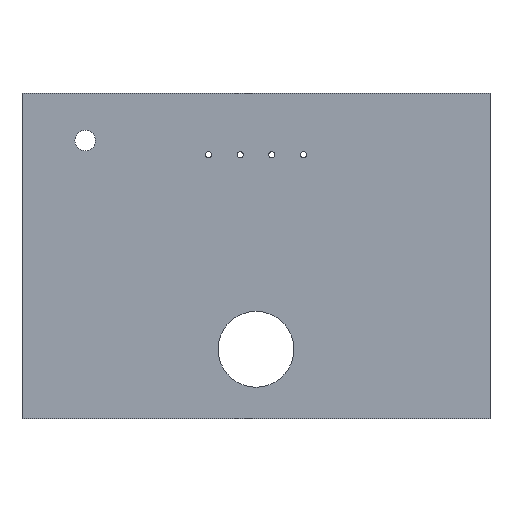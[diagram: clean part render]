
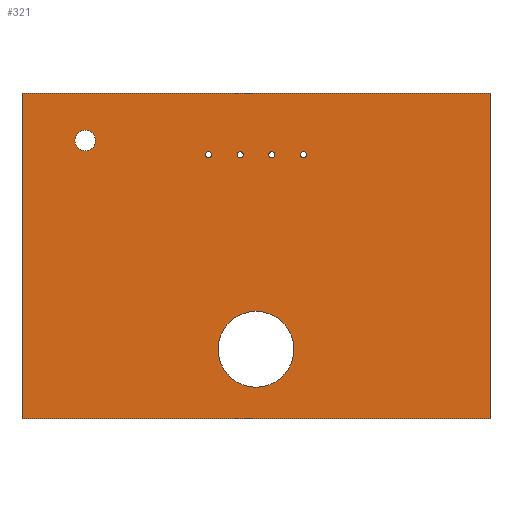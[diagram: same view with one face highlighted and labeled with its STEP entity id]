
A CAD part, top view. The second image highlights one B-rep face of the part: STEP entity #321.
In plain terms, the highlighted planar face has unit normal (0, 0, 1).
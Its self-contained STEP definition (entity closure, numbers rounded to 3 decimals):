
#2 = CARTESIAN_POINT ( 'NONE',  ( 138., 67., 3. ) ) ;
#8 = CIRCLE ( 'NONE', #608, 2. ) ;
#12 = CIRCLE ( 'NONE', #555, 2. ) ;
#29 = FACE_BOUND ( 'NONE', #552, .T. ) ;
#41 = ORIENTED_EDGE ( 'NONE', *, *, #428, .T. ) ;
#49 = VERTEX_POINT ( 'NONE', #313 ) ;
#55 = CARTESIAN_POINT ( 'NONE',  ( 176., 67., 3. ) ) ;
#56 = CIRCLE ( 'NONE', #268, 6.5 ) ;
#80 = ORIENTED_EDGE ( 'NONE', *, *, #529, .F. ) ;
#83 = EDGE_CURVE ( 'NONE', #49, #495, #670, .T. ) ;
#87 = DIRECTION ( 'NONE',  ( 0., 0., -1. ) ) ;
#89 = CARTESIAN_POINT ( 'NONE',  ( 0., 0., 3. ) ) ;
#95 = PLANE ( 'NONE',  #605 ) ;
#97 = VECTOR ( 'NONE', #648, 1000. ) ;
#102 = CARTESIAN_POINT ( 'NONE',  ( 40., 76., 3. ) ) ;
#104 = DIRECTION ( 'NONE',  ( 0., 1., 0. ) ) ;
#110 = CARTESIAN_POINT ( 'NONE',  ( 178., 67., 3. ) ) ;
#111 = CARTESIAN_POINT ( 'NONE',  ( 116., 67., 3. ) ) ;
#112 = EDGE_CURVE ( 'NONE', #120, #603, #12, .T. ) ;
#119 = ORIENTED_EDGE ( 'NONE', *, *, #802, .T. ) ;
#120 = VERTEX_POINT ( 'NONE', #576 ) ;
#134 = AXIS2_PLACEMENT_3D ( 'NONE', #821, #388, #320 ) ;
#136 = DIRECTION ( 'NONE',  ( 0., 0., 1. ) ) ;
#143 = VECTOR ( 'NONE', #796, 1000. ) ;
#152 = CARTESIAN_POINT ( 'NONE',  ( 0., -100., 3. ) ) ;
#162 = CARTESIAN_POINT ( 'NONE',  ( 156., 67., 3. ) ) ;
#163 = LINE ( 'NONE', #152, #143 ) ;
#166 = AXIS2_PLACEMENT_3D ( 'NONE', #110, #484, #298 ) ;
#171 = AXIS2_PLACEMENT_3D ( 'NONE', #775, #87, #647 ) ;
#179 = VECTOR ( 'NONE', #104, 1000. ) ;
#182 = EDGE_LOOP ( 'NONE', ( #41, #119 ) ) ;
#190 = VERTEX_POINT ( 'NONE', #457 ) ;
#198 = AXIS2_PLACEMENT_3D ( 'NONE', #309, #797, #300 ) ;
#205 = CIRCLE ( 'NONE', #685, 24. ) ;
#210 = EDGE_LOOP ( 'NONE', ( #361, #788 ) ) ;
#219 = FACE_BOUND ( 'NONE', #726, .T. ) ;
#227 = DIRECTION ( 'NONE',  ( -1., 0., 0. ) ) ;
#230 = DIRECTION ( 'NONE',  ( -1., 0., 0. ) ) ;
#233 = VERTEX_POINT ( 'NONE', #723 ) ;
#240 = EDGE_CURVE ( 'NONE', #387, #493, #650, .T. ) ;
#249 = CARTESIAN_POINT ( 'NONE',  ( 40., 76., 3. ) ) ;
#252 = ORIENTED_EDGE ( 'NONE', *, *, #331, .T. ) ;
#253 = CARTESIAN_POINT ( 'NONE',  ( 158., 67., 3. ) ) ;
#268 = AXIS2_PLACEMENT_3D ( 'NONE', #249, #136, #391 ) ;
#269 = CARTESIAN_POINT ( 'NONE',  ( 33.5, 76., 3. ) ) ;
#276 = EDGE_LOOP ( 'NONE', ( #569, #416 ) ) ;
#288 = DIRECTION ( 'NONE',  ( 0., 0., -1. ) ) ;
#290 = DIRECTION ( 'NONE',  ( 0., 0., -1. ) ) ;
#291 = DIRECTION ( 'NONE',  ( -1., 0., 0. ) ) ;
#298 = DIRECTION ( 'NONE',  ( -1., 0., 0. ) ) ;
#299 = EDGE_CURVE ( 'NONE', #755, #678, #547, .T. ) ;
#300 = DIRECTION ( 'NONE',  ( -1., 0., 0. ) ) ;
#309 = CARTESIAN_POINT ( 'NONE',  ( 178., 67., 3. ) ) ;
#311 = CARTESIAN_POINT ( 'NONE',  ( 148., -56., 3. ) ) ;
#313 = CARTESIAN_POINT ( 'NONE',  ( 0., 106., 3. ) ) ;
#320 = DIRECTION ( 'NONE',  ( -1., 0., 0. ) ) ;
#321 = ADVANCED_FACE ( 'NONE', ( #575, #29, #375, #219, #686, #564, #528 ), #95, .F. ) ;
#326 = DIRECTION ( 'NONE',  ( 0., 0., -1. ) ) ;
#328 = DIRECTION ( 'NONE',  ( -1., 0., 0. ) ) ;
#331 = EDGE_CURVE ( 'NONE', #495, #806, #163, .T. ) ;
#354 = CIRCLE ( 'NONE', #166, 2. ) ;
#355 = CIRCLE ( 'NONE', #134, 2. ) ;
#356 = EDGE_LOOP ( 'NONE', ( #716, #252, #558, #793 ) ) ;
#361 = ORIENTED_EDGE ( 'NONE', *, *, #658, .F. ) ;
#368 = AXIS2_PLACEMENT_3D ( 'NONE', #253, #450, #328 ) ;
#369 = DIRECTION ( 'NONE',  ( 1., 0., 0. ) ) ;
#371 = ORIENTED_EDGE ( 'NONE', *, *, #112, .T. ) ;
#372 = CIRCLE ( 'NONE', #198, 2. ) ;
#375 = FACE_BOUND ( 'NONE', #276, .T. ) ;
#387 = VERTEX_POINT ( 'NONE', #786 ) ;
#388 = DIRECTION ( 'NONE',  ( 0., 0., -1. ) ) ;
#391 = DIRECTION ( 'NONE',  ( 1., 0., 0. ) ) ;
#392 = LINE ( 'NONE', #676, #179 ) ;
#403 = EDGE_CURVE ( 'NONE', #806, #190, #392, .T. ) ;
#404 = DIRECTION ( 'NONE',  ( 1., 0., 0. ) ) ;
#413 = EDGE_CURVE ( 'NONE', #591, #688, #354, .T. ) ;
#416 = ORIENTED_EDGE ( 'NONE', *, *, #240, .T. ) ;
#427 = VECTOR ( 'NONE', #633, 1000. ) ;
#428 = EDGE_CURVE ( 'NONE', #550, #233, #8, .T. ) ;
#432 = AXIS2_PLACEMENT_3D ( 'NONE', #102, #740, #789 ) ;
#436 = EDGE_LOOP ( 'NONE', ( #80, #456 ) ) ;
#444 = AXIS2_PLACEMENT_3D ( 'NONE', #668, #288, #230 ) ;
#446 = CARTESIAN_POINT ( 'NONE',  ( 0., -100., 3. ) ) ;
#450 = DIRECTION ( 'NONE',  ( 0., 0., -1. ) ) ;
#452 = EDGE_CURVE ( 'NONE', #800, #505, #706, .T. ) ;
#456 = ORIENTED_EDGE ( 'NONE', *, *, #299, .F. ) ;
#457 = CARTESIAN_POINT ( 'NONE',  ( 296., 106., 3. ) ) ;
#461 = CARTESIAN_POINT ( 'NONE',  ( 296., -100., 3. ) ) ;
#484 = DIRECTION ( 'NONE',  ( 0., 0., -1. ) ) ;
#493 = VERTEX_POINT ( 'NONE', #162 ) ;
#494 = CARTESIAN_POINT ( 'NONE',  ( 46.5, 76., 3. ) ) ;
#495 = VERTEX_POINT ( 'NONE', #557 ) ;
#499 = DIRECTION ( 'NONE',  ( 0., 0., 1. ) ) ;
#501 = ORIENTED_EDGE ( 'NONE', *, *, #653, .T. ) ;
#505 = VERTEX_POINT ( 'NONE', #494 ) ;
#519 = DIRECTION ( 'NONE',  ( -1., 0., 0. ) ) ;
#523 = CARTESIAN_POINT ( 'NONE',  ( 172., -56., 3. ) ) ;
#528 = FACE_OUTER_BOUND ( 'NONE', #356, .T. ) ;
#529 = EDGE_CURVE ( 'NONE', #678, #755, #205, .T. ) ;
#544 = DIRECTION ( 'NONE',  ( 0., 0., -1. ) ) ;
#545 = EDGE_CURVE ( 'NONE', #688, #591, #372, .T. ) ;
#547 = CIRCLE ( 'NONE', #705, 24. ) ;
#550 = VERTEX_POINT ( 'NONE', #111 ) ;
#552 = EDGE_LOOP ( 'NONE', ( #501, #371 ) ) ;
#555 = AXIS2_PLACEMENT_3D ( 'NONE', #2, #326, #519 ) ;
#557 = CARTESIAN_POINT ( 'NONE',  ( 0., -100., 3. ) ) ;
#558 = ORIENTED_EDGE ( 'NONE', *, *, #403, .T. ) ;
#564 = FACE_BOUND ( 'NONE', #436, .T. ) ;
#569 = ORIENTED_EDGE ( 'NONE', *, *, #611, .T. ) ;
#570 = CARTESIAN_POINT ( 'NONE',  ( 0., 106., 3. ) ) ;
#574 = CARTESIAN_POINT ( 'NONE',  ( 180., 67., 3. ) ) ;
#575 = FACE_BOUND ( 'NONE', #182, .T. ) ;
#576 = CARTESIAN_POINT ( 'NONE',  ( 140., 67., 3. ) ) ;
#587 = CARTESIAN_POINT ( 'NONE',  ( 124., -56., 3. ) ) ;
#591 = VERTEX_POINT ( 'NONE', #55 ) ;
#598 = LINE ( 'NONE', #570, #427 ) ;
#603 = VERTEX_POINT ( 'NONE', #747 ) ;
#604 = CARTESIAN_POINT ( 'NONE',  ( 148., -56., 3. ) ) ;
#605 = AXIS2_PLACEMENT_3D ( 'NONE', #89, #544, #227 ) ;
#608 = AXIS2_PLACEMENT_3D ( 'NONE', #612, #290, #291 ) ;
#611 = EDGE_CURVE ( 'NONE', #493, #387, #794, .T. ) ;
#612 = CARTESIAN_POINT ( 'NONE',  ( 118., 67., 3. ) ) ;
#633 = DIRECTION ( 'NONE',  ( -1., 0., 0. ) ) ;
#645 = ORIENTED_EDGE ( 'NONE', *, *, #545, .T. ) ;
#647 = DIRECTION ( 'NONE',  ( -1., 0., 0. ) ) ;
#648 = DIRECTION ( 'NONE',  ( 0., -1., 0. ) ) ;
#650 = CIRCLE ( 'NONE', #444, 2. ) ;
#653 = EDGE_CURVE ( 'NONE', #603, #120, #355, .T. ) ;
#655 = CIRCLE ( 'NONE', #171, 2. ) ;
#658 = EDGE_CURVE ( 'NONE', #505, #800, #56, .T. ) ;
#668 = CARTESIAN_POINT ( 'NONE',  ( 158., 67., 3. ) ) ;
#670 = LINE ( 'NONE', #446, #97 ) ;
#672 = ORIENTED_EDGE ( 'NONE', *, *, #413, .T. ) ;
#676 = CARTESIAN_POINT ( 'NONE',  ( 296., -100., 3. ) ) ;
#678 = VERTEX_POINT ( 'NONE', #523 ) ;
#685 = AXIS2_PLACEMENT_3D ( 'NONE', #311, #499, #369 ) ;
#686 = FACE_BOUND ( 'NONE', #210, .T. ) ;
#688 = VERTEX_POINT ( 'NONE', #574 ) ;
#705 = AXIS2_PLACEMENT_3D ( 'NONE', #604, #774, #404 ) ;
#706 = CIRCLE ( 'NONE', #432, 6.5 ) ;
#710 = EDGE_CURVE ( 'NONE', #190, #49, #598, .T. ) ;
#716 = ORIENTED_EDGE ( 'NONE', *, *, #83, .T. ) ;
#723 = CARTESIAN_POINT ( 'NONE',  ( 120., 67., 3. ) ) ;
#726 = EDGE_LOOP ( 'NONE', ( #672, #645 ) ) ;
#740 = DIRECTION ( 'NONE',  ( 0., 0., 1. ) ) ;
#747 = CARTESIAN_POINT ( 'NONE',  ( 136., 67., 3. ) ) ;
#755 = VERTEX_POINT ( 'NONE', #587 ) ;
#774 = DIRECTION ( 'NONE',  ( 0., 0., 1. ) ) ;
#775 = CARTESIAN_POINT ( 'NONE',  ( 118., 67., 3. ) ) ;
#786 = CARTESIAN_POINT ( 'NONE',  ( 160., 67., 3. ) ) ;
#788 = ORIENTED_EDGE ( 'NONE', *, *, #452, .F. ) ;
#789 = DIRECTION ( 'NONE',  ( 1., 0., 0. ) ) ;
#793 = ORIENTED_EDGE ( 'NONE', *, *, #710, .T. ) ;
#794 = CIRCLE ( 'NONE', #368, 2. ) ;
#796 = DIRECTION ( 'NONE',  ( 1., 0., 0. ) ) ;
#797 = DIRECTION ( 'NONE',  ( 0., 0., -1. ) ) ;
#800 = VERTEX_POINT ( 'NONE', #269 ) ;
#802 = EDGE_CURVE ( 'NONE', #233, #550, #655, .T. ) ;
#806 = VERTEX_POINT ( 'NONE', #461 ) ;
#821 = CARTESIAN_POINT ( 'NONE',  ( 138., 67., 3. ) ) ;
